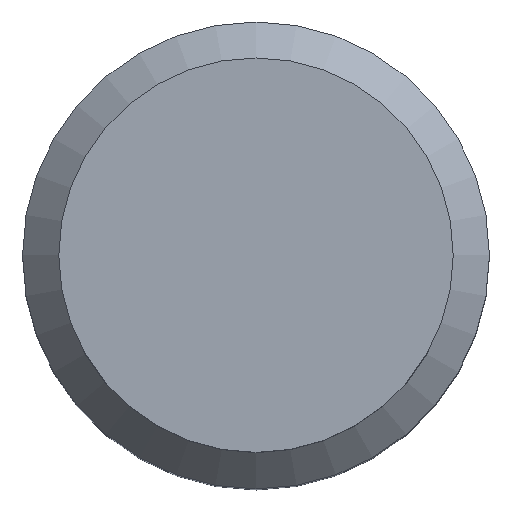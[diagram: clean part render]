
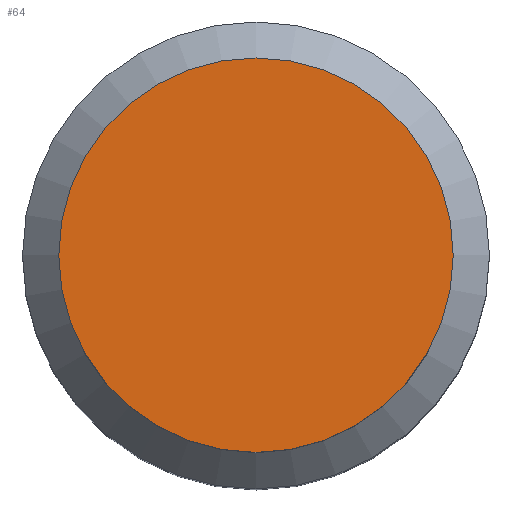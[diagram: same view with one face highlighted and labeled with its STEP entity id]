
A CAD part, top view. The second image highlights one B-rep face of the part: STEP entity #64.
In plain terms, the highlighted planar face has unit normal (0, 0, 1).
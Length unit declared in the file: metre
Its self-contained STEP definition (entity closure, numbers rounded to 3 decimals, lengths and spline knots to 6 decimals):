
#17=ORIENTED_EDGE('',*,*,#27,.F.);
#27=EDGE_CURVE('',#32,#32,#37,.T.);
#32=VERTEX_POINT('',#123);
#37=CIRCLE('',#85,0.0049);
#42=EDGE_LOOP('',(#17));
#52=FACE_BOUND('',#42,.T.);
#62=PLANE('',#84);
#64=ADVANCED_FACE('',(#52),#62,.F.);
#84=AXIS2_PLACEMENT_3D('',#121,#99,#100);
#85=AXIS2_PLACEMENT_3D('',#122,#101,#102);
#99=DIRECTION('',(0.,0.,-1.));
#100=DIRECTION('',(-1.,0.,0.));
#101=DIRECTION('',(0.,0.,-1.));
#102=DIRECTION('',(-1.,0.,0.));
#121=CARTESIAN_POINT('',(-0.00245,0.,0.02135));
#122=CARTESIAN_POINT('',(0.,0.,0.02135));
#123=CARTESIAN_POINT('',(-0.0049,0.,0.02135));
